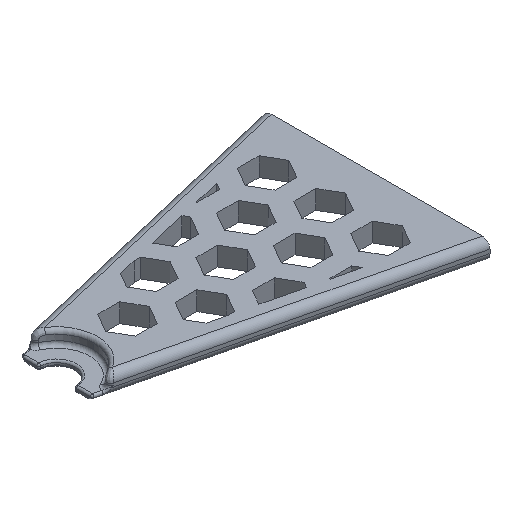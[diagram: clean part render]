
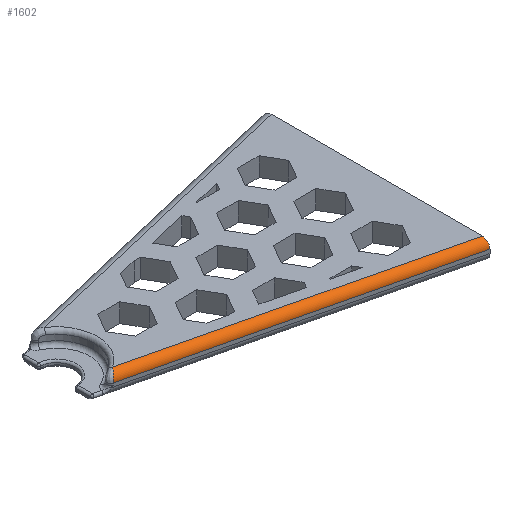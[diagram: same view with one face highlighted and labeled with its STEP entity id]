
A CAD part, isometric view. The second image highlights one B-rep face of the part: STEP entity #1602.
In plain terms, the highlighted cylindrical face has radius 4 mm (diameter 8 mm), a partial arc.
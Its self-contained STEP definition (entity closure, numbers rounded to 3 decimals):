
#957=CARTESIAN_POINT('Vertex',(-77.965,-18.144,10.)) ;
#990=CARTESIAN_POINT('Vertex',(-81.063,-21.516,6.)) ;
#1142=CARTESIAN_POINT('Control Point',(-77.965,-18.144,10.)) ;
#1143=CARTESIAN_POINT('Control Point',(-78.214,-18.448,10.)) ;
#1144=CARTESIAN_POINT('Control Point',(-78.466,-18.749,9.961)) ;
#1145=CARTESIAN_POINT('Control Point',(-78.719,-19.043,9.884)) ;
#1146=CARTESIAN_POINT('Control Point',(-79.215,-19.608,9.656)) ;
#1147=CARTESIAN_POINT('Control Point',(-79.685,-20.119,9.286)) ;
#1148=CARTESIAN_POINT('Control Point',(-79.909,-20.357,9.068)) ;
#1149=CARTESIAN_POINT('Control Point',(-80.221,-20.68,8.693)) ;
#1150=CARTESIAN_POINT('Control Point',(-80.487,-20.95,8.248)) ;
#1151=CARTESIAN_POINT('Control Point',(-80.569,-21.032,8.096)) ;
#1152=CARTESIAN_POINT('Control Point',(-80.717,-21.179,7.784)) ;
#1153=CARTESIAN_POINT('Control Point',(-80.838,-21.298,7.448)) ;
#1154=CARTESIAN_POINT('Control Point',(-80.89,-21.349,7.277)) ;
#1155=CARTESIAN_POINT('Control Point',(-80.978,-21.434,6.932)) ;
#1156=CARTESIAN_POINT('Control Point',(-81.033,-21.487,6.572)) ;
#1157=CARTESIAN_POINT('Control Point',(-81.052,-21.505,6.393)) ;
#1158=CARTESIAN_POINT('Control Point',(-81.062,-21.515,6.206)) ;
#1159=CARTESIAN_POINT('Control Point',(-81.063,-21.516,6.019)) ;
#1160=CARTESIAN_POINT('Control Point',(-81.063,-21.516,6.012)) ;
#1161=CARTESIAN_POINT('Control Point',(-81.063,-21.516,6.006)) ;
#1162=CARTESIAN_POINT('Control Point',(-81.063,-21.516,6.)) ;
#1368=CARTESIAN_POINT('Vertex',(80.,-60.,6.)) ;
#1446=CARTESIAN_POINT('Vertex',(80.,-55.887,10.)) ;
#1450=CARTESIAN_POINT('Control Point',(80.,-55.887,10.)) ;
#1451=CARTESIAN_POINT('Control Point',(80.,-56.276,10.)) ;
#1452=CARTESIAN_POINT('Control Point',(80.,-56.665,9.955)) ;
#1453=CARTESIAN_POINT('Control Point',(80.,-57.047,9.866)) ;
#1454=CARTESIAN_POINT('Control Point',(80.,-57.78,9.602)) ;
#1455=CARTESIAN_POINT('Control Point',(80.,-58.434,9.176)) ;
#1456=CARTESIAN_POINT('Control Point',(80.,-58.733,8.926)) ;
#1457=CARTESIAN_POINT('Control Point',(80.,-59.263,8.364)) ;
#1458=CARTESIAN_POINT('Control Point',(80.,-59.645,7.692)) ;
#1459=CARTESIAN_POINT('Control Point',(80.,-59.793,7.337)) ;
#1460=CARTESIAN_POINT('Control Point',(80.,-59.93,6.852)) ;
#1461=CARTESIAN_POINT('Control Point',(80.,-59.986,6.355)) ;
#1462=CARTESIAN_POINT('Control Point',(80.,-59.995,6.237)) ;
#1463=CARTESIAN_POINT('Control Point',(80.,-60.,6.118)) ;
#1464=CARTESIAN_POINT('Control Point',(80.,-60.,6.)) ;
#1487=CARTESIAN_POINT('Line Origine',(-0.532,-40.758,6.)) ;
#1586=CARTESIAN_POINT('Axis2P3D Location',(-4.285,-35.748,6.)) ;
#1591=CARTESIAN_POINT('Line Origine',(-4.285,-35.748,10.)) ;
#1489=VECTOR('Line Direction',#1488,1.) ;
#1593=VECTOR('Line Direction',#1592,1.) ;
#1488=DIRECTION('Vector Direction',(0.973,-0.232,0.)) ;
#1587=DIRECTION('Axis2P3D Direction',(0.973,-0.232,0.)) ;
#1588=DIRECTION('Axis2P3D XDirection',(0.,0.,1.)) ;
#1592=DIRECTION('Vector Direction',(0.973,-0.232,0.)) ;
#1589=AXIS2_PLACEMENT_3D('Cylinder Axis2P3D',#1586,#1587,#1588) ;
#1490=LINE('Line',#1487,#1489) ;
#1594=LINE('Line',#1591,#1593) ;
#1590=CYLINDRICAL_SURFACE('generated cylinder',#1589,4.) ;
#1163=EDGE_CURVE('',#958,#991,#1141,.T.) ;
#1465=EDGE_CURVE('',#1369,#1447,#1449,.F.) ;
#1491=EDGE_CURVE('',#991,#1369,#1490,.T.) ;
#1595=EDGE_CURVE('',#958,#1447,#1594,.T.) ;
#1597=ORIENTED_EDGE('',*,*,#1491,.T.) ;
#1598=ORIENTED_EDGE('',*,*,#1465,.T.) ;
#1599=ORIENTED_EDGE('',*,*,#1595,.F.) ;
#1600=ORIENTED_EDGE('',*,*,#1163,.T.) ;
#1596=EDGE_LOOP('',(#1597,#1598,#1599,#1600)) ;
#958=VERTEX_POINT('',#957) ;
#991=VERTEX_POINT('',#990) ;
#1369=VERTEX_POINT('',#1368) ;
#1447=VERTEX_POINT('',#1446) ;
#1602=ADVANCED_FACE('PartBody',(#1601),#1590,.T.) ;
#1141=B_SPLINE_CURVE_WITH_KNOTS('',5,(#1142,#1143,#1144,#1145,#1146,#1147,#1148,#1149,#1150,#1151,#1152,#1153,#1154,#1155,#1156,#1157,#1158,#1159,#1160,#1161,#1162),.UNSPECIFIED.,.F.,.U.,(6,3,3,3,3,3,6),(11.006,13.27,15.52,16.602,17.645,18.657,18.691),.UNSPECIFIED.) ;
#1449=B_SPLINE_CURVE_WITH_KNOTS('',5,(#1450,#1451,#1452,#1453,#1454,#1455,#1456,#1457,#1458,#1459,#1460,#1461,#1462,#1463,#1464),.UNSPECIFIED.,.F.,.U.,(6,3,3,3,6),(0.,2.749,5.477,8.174,9.011),.UNSPECIFIED.) ;
#1601=FACE_OUTER_BOUND('',#1596,.T.) ;
